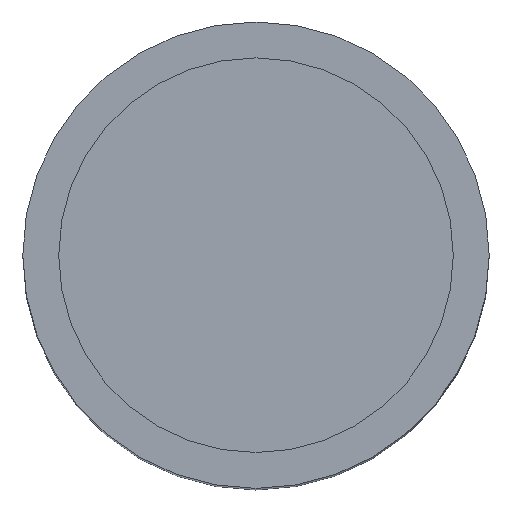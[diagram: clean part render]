
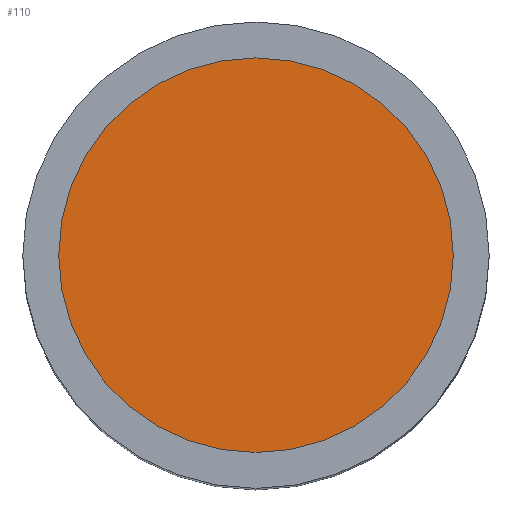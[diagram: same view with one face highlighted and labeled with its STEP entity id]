
A CAD part, top view. The second image highlights one B-rep face of the part: STEP entity #110.
In plain terms, the highlighted planar face has unit normal (0, 0, 1).
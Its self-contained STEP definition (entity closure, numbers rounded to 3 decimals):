
#55 = ORIENTED_EDGE ( 'NONE', *, *, #101, .T. ) ;
#61 = EDGE_LOOP ( 'NONE', ( #77, #55 ) ) ;
#77 = ORIENTED_EDGE ( 'NONE', *, *, #290, .T. ) ;
#101 = EDGE_CURVE ( 'NONE', #639, #628, #210, .T. ) ;
#110 = ADVANCED_FACE ( 'NONE', ( #223 ), #541, .T. ) ;
#154 = CIRCLE ( 'NONE', #774, 4.294 ) ;
#210 = CIRCLE ( 'NONE', #277, 4.294 ) ;
#223 = FACE_OUTER_BOUND ( 'NONE', #61, .T. ) ;
#265 = AXIS2_PLACEMENT_3D ( 'NONE', #542, #532, #531 ) ;
#277 = AXIS2_PLACEMENT_3D ( 'NONE', #573, #572, #571 ) ;
#290 = EDGE_CURVE ( 'NONE', #628, #639, #154, .T. ) ;
#337 = CARTESIAN_POINT ( 'NONE',  ( -4.294, 0., 19.7 ) ) ;
#345 = CARTESIAN_POINT ( 'NONE',  ( 4.294, 0., 19.7 ) ) ;
#358 = DIRECTION ( 'NONE',  ( 1., 0., 0. ) ) ;
#359 = DIRECTION ( 'NONE',  ( 0., 0., 1. ) ) ;
#366 = CARTESIAN_POINT ( 'NONE',  ( 0., 0., 19.7 ) ) ;
#531 = DIRECTION ( 'NONE',  ( 1., 0., 0. ) ) ;
#532 = DIRECTION ( 'NONE',  ( 0., 0., 1. ) ) ;
#541 = PLANE ( 'NONE',  #265 ) ;
#542 = CARTESIAN_POINT ( 'NONE',  ( 0., 0., 19.7 ) ) ;
#571 = DIRECTION ( 'NONE',  ( 1., 0., 0. ) ) ;
#572 = DIRECTION ( 'NONE',  ( 0., 0., 1. ) ) ;
#573 = CARTESIAN_POINT ( 'NONE',  ( 0., 0., 19.7 ) ) ;
#628 = VERTEX_POINT ( 'NONE', #345 ) ;
#639 = VERTEX_POINT ( 'NONE', #337 ) ;
#774 = AXIS2_PLACEMENT_3D ( 'NONE', #366, #359, #358 ) ;
